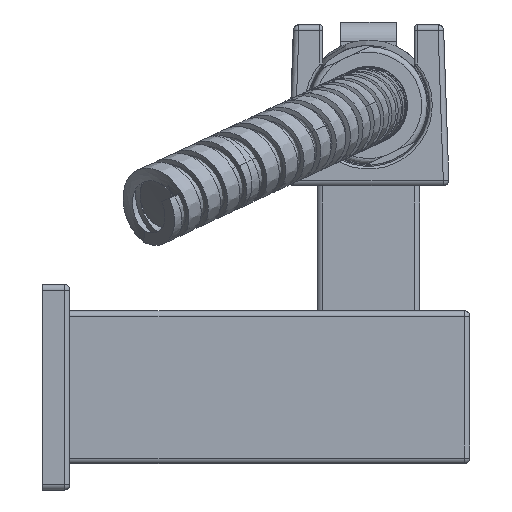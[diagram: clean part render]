
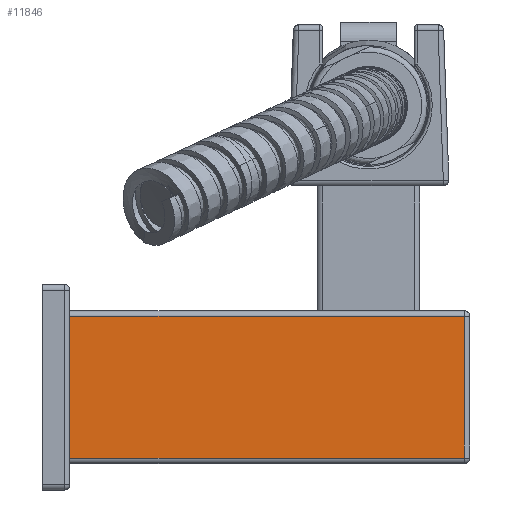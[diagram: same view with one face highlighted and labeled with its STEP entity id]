
A CAD part, front view. The second image highlights one B-rep face of the part: STEP entity #11846.
In plain terms, the highlighted planar face has unit normal (0, -1, 0).
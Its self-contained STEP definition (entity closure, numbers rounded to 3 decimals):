
#122=DIRECTION('',(0.,0.,-1.));
#123=VECTOR('',#122,25.5);
#124=CARTESIAN_POINT('',(5.,-13.75,12.75));
#125=LINE('',#124,#123);
#296=DIRECTION('',(0.,0.,-1.));
#297=VECTOR('',#296,25.5);
#298=CARTESIAN_POINT('',(76.,-13.75,12.75));
#299=LINE('',#298,#297);
#300=DIRECTION('',(-1.,0.,0.));
#301=VECTOR('',#300,71.);
#302=CARTESIAN_POINT('',(76.,-13.75,-12.75));
#303=LINE('',#302,#301);
#304=DIRECTION('',(-1.,0.,0.));
#305=VECTOR('',#304,71.);
#306=CARTESIAN_POINT('',(76.,-13.75,12.75));
#307=LINE('',#306,#305);
#10065=CARTESIAN_POINT('',(76.,-13.75,12.75));
#10066=CARTESIAN_POINT('',(76.,-13.75,-12.75));
#10067=VERTEX_POINT('',#10065);
#10068=VERTEX_POINT('',#10066);
#10073=CARTESIAN_POINT('',(5.,-13.75,12.75));
#10074=VERTEX_POINT('',#10073);
#10097=CARTESIAN_POINT('',(5.,-13.75,-12.75));
#10098=VERTEX_POINT('',#10097);
#11834=CARTESIAN_POINT('',(5.,-13.75,13.75));
#11835=DIRECTION('',(0.,-1.,0.));
#11836=DIRECTION('',(0.,0.,-1.));
#11837=AXIS2_PLACEMENT_3D('',#11834,#11835,#11836);
#11838=PLANE('',#11837);
#11840=ORIENTED_EDGE('',*,*,#11839,.T.);
#11841=ORIENTED_EDGE('',*,*,#11818,.T.);
#11842=ORIENTED_EDGE('',*,*,#11430,.F.);
#11843=ORIENTED_EDGE('',*,*,#11635,.F.);
#11844=EDGE_LOOP('',(#11840,#11841,#11842,#11843));
#11845=FACE_OUTER_BOUND('',#11844,.F.);
#11846=ADVANCED_FACE('',(#11845),#11838,.T.);
#11430=EDGE_CURVE('',#10074,#10098,#125,.T.);
#11635=EDGE_CURVE('',#10067,#10074,#307,.T.);
#11818=EDGE_CURVE('',#10068,#10098,#303,.T.);
#11839=EDGE_CURVE('',#10067,#10068,#299,.T.);
